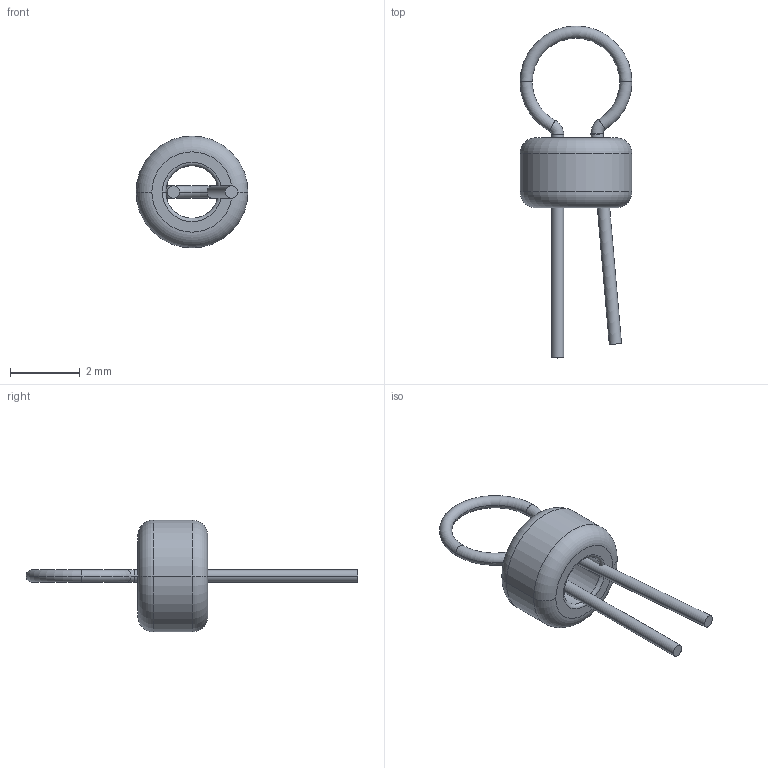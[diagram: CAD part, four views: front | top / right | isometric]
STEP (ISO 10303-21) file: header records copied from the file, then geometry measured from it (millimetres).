
FILE_DESCRIPTION (( 'STEP AP214' ), '1' );
FILE_NAME ('TEST-1-Y (Yellow).STEP', '2021-06-30T00:24:04', ( '' ), ( '' ), 'SwSTEP 2.0', 'SolidWorks 2020', '' );
FILE_SCHEMA (( 'AUTOMOTIVE_DESIGN' ));
Length unit declared in the file: millimetre
Products named in the file (1): TEST-1-Y (Yellow)
Bounding box: 3.2 x 9.5 x 3.2 mm (x, y, z)
Volume: 13.7 mm3; surface area: 60.4 mm2
Topology: 2 solids, 2 shells, 32 faces, 62 edges, 34 vertices
Faces by surface type: torus 20, cylinder 8, plane 4
Entity records: 871 total; most frequent: DIRECTION 182, CARTESIAN_POINT 129, ORIENTED_EDGE 124, AXIS2_PLACEMENT_3D 87, EDGE_CURVE 62, CIRCLE 54, VERTEX_POINT 34, EDGE_LOOP 34
